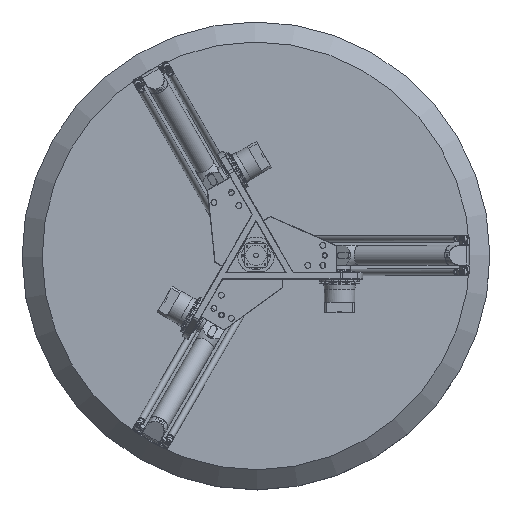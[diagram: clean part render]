
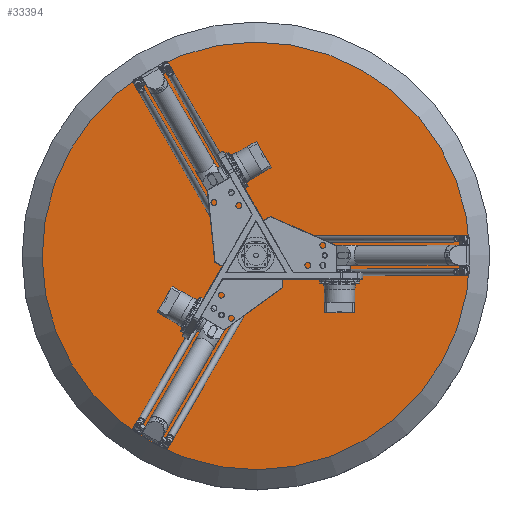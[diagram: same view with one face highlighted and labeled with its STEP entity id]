
A CAD part, top view. The second image highlights one B-rep face of the part: STEP entity #33394.
In plain terms, the highlighted face is planar.
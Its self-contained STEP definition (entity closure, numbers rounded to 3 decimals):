
#2305=PLANE('',#36958);
#3943=FACE_OUTER_BOUND('',#6298,.T.);
#6298=EDGE_LOOP('',(#27775));
#13235=CIRCLE('',#36953,640.);
#15743=VERTEX_POINT('',#61039);
#19871=EDGE_CURVE('',#15743,#15743,#13235,.T.);
#27775=ORIENTED_EDGE('',*,*,#19871,.F.);
#33394=ADVANCED_FACE('',(#3943),#2305,.T.);
#36953=AXIS2_PLACEMENT_3D('',#61040,#44988,#44989);
#36958=AXIS2_PLACEMENT_3D('',#61050,#45000,#45001);
#44988=DIRECTION('center_axis',(0.,-1.,0.));
#44989=DIRECTION('ref_axis',(1.,0.,0.));
#45000=DIRECTION('center_axis',(0.,1.,0.));
#45001=DIRECTION('ref_axis',(0.,0.,1.));
#61039=CARTESIAN_POINT('',(-640.,250.,0.));
#61040=CARTESIAN_POINT('Origin',(0.,250.,0.));
#61050=CARTESIAN_POINT('Origin',(-350.,250.,0.));
